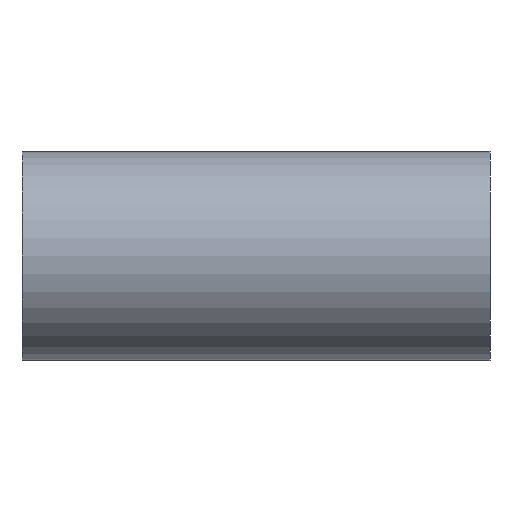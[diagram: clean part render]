
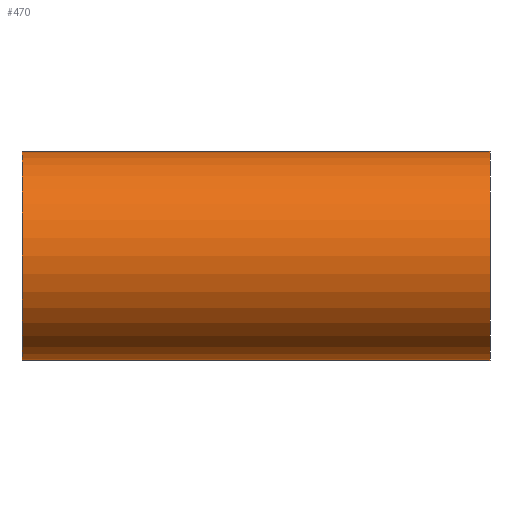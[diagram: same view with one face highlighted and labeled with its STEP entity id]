
A CAD part, left-side view. The second image highlights one B-rep face of the part: STEP entity #470.
In plain terms, the highlighted cylindrical face has radius 3.35 mm (diameter 6.7 mm), a partial arc.
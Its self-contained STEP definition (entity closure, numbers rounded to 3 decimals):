
#52 = AXIS2_PLACEMENT_3D ( 'NONE', #983, #90, #992 ) ;
#71 = EDGE_CURVE ( 'NONE', #1635, #673, #1544, .T. ) ;
#87 = VECTOR ( 'NONE', #643, 1000. ) ;
#90 = DIRECTION ( 'NONE',  ( 0., -1., 0. ) ) ;
#122 = EDGE_CURVE ( 'NONE', #1014, #1380, #1457, .T. ) ;
#371 = VECTOR ( 'NONE', #876, 1000. ) ;
#410 = CIRCLE ( 'NONE', #1046, 3.35 ) ;
#443 = CIRCLE ( 'NONE', #501, 3.35 ) ;
#470 = ADVANCED_FACE ( 'NONE', ( #1319 ), #1907, .T. ) ;
#489 = DIRECTION ( 'NONE',  ( 0., 0., 1. ) ) ;
#501 = AXIS2_PLACEMENT_3D ( 'NONE', #1503, #1496, #1832 ) ;
#587 = ORIENTED_EDGE ( 'NONE', *, *, #1700, .T. ) ;
#590 = CARTESIAN_POINT ( 'NONE',  ( 0., 0., -3.35 ) ) ;
#615 = EDGE_CURVE ( 'NONE', #1635, #1014, #443, .T. ) ;
#643 = DIRECTION ( 'NONE',  ( 0., -1., 0. ) ) ;
#673 = VERTEX_POINT ( 'NONE', #590 ) ;
#759 = CARTESIAN_POINT ( 'NONE',  ( 0., 15., 3.35 ) ) ;
#817 = DIRECTION ( 'NONE',  ( 0., 1., 0. ) ) ;
#876 = DIRECTION ( 'NONE',  ( 0., -1., 0. ) ) ;
#983 = CARTESIAN_POINT ( 'NONE',  ( 0., 15., 0. ) ) ;
#992 = DIRECTION ( 'NONE',  ( 0., 0., -1. ) ) ;
#1014 = VERTEX_POINT ( 'NONE', #759 ) ;
#1046 = AXIS2_PLACEMENT_3D ( 'NONE', #1720, #817, #489 ) ;
#1059 = ORIENTED_EDGE ( 'NONE', *, *, #122, .F. ) ;
#1175 = ORIENTED_EDGE ( 'NONE', *, *, #615, .F. ) ;
#1319 = FACE_OUTER_BOUND ( 'NONE', #1812, .T. ) ;
#1380 = VERTEX_POINT ( 'NONE', #1488 ) ;
#1457 = LINE ( 'NONE', #1939, #371 ) ;
#1488 = CARTESIAN_POINT ( 'NONE',  ( 0., 0., 3.35 ) ) ;
#1496 = DIRECTION ( 'NONE',  ( 0., 1., 0. ) ) ;
#1503 = CARTESIAN_POINT ( 'NONE',  ( 0., 15., 0. ) ) ;
#1544 = LINE ( 'NONE', #1565, #87 ) ;
#1565 = CARTESIAN_POINT ( 'NONE',  ( 0., 15., -3.35 ) ) ;
#1614 = ORIENTED_EDGE ( 'NONE', *, *, #71, .T. ) ;
#1635 = VERTEX_POINT ( 'NONE', #1915 ) ;
#1700 = EDGE_CURVE ( 'NONE', #673, #1380, #410, .T. ) ;
#1720 = CARTESIAN_POINT ( 'NONE',  ( 0., 0., 0. ) ) ;
#1812 = EDGE_LOOP ( 'NONE', ( #1059, #1175, #1614, #587 ) ) ;
#1832 = DIRECTION ( 'NONE',  ( 0., 0., 1. ) ) ;
#1907 = CYLINDRICAL_SURFACE ( 'NONE', #52, 3.35 ) ;
#1915 = CARTESIAN_POINT ( 'NONE',  ( 0., 15., -3.35 ) ) ;
#1939 = CARTESIAN_POINT ( 'NONE',  ( 0., 15., 3.35 ) ) ;
